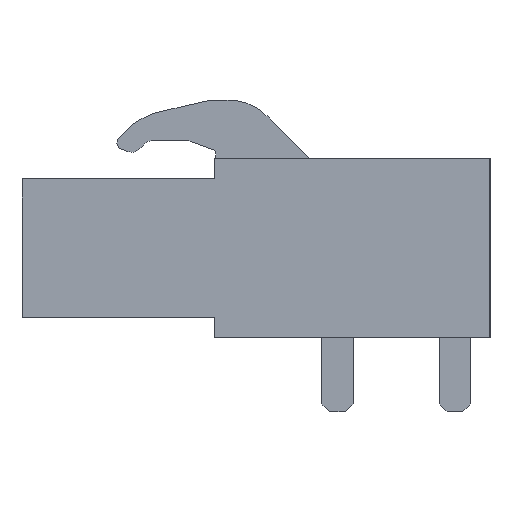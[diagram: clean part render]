
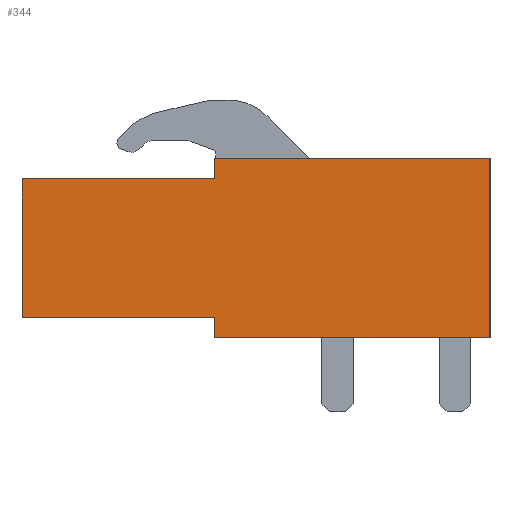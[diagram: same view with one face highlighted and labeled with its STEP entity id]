
A CAD part, left-side view. The second image highlights one B-rep face of the part: STEP entity #344.
In plain terms, the highlighted planar face has unit normal (-1, 0, 0).
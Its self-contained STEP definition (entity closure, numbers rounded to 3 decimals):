
#294=AXIS2_PLACEMENT_3D('Plane Axis2P3D',#291,#292,#293) ;
#40=CARTESIAN_POINT('Vertex',(0.,0.,3.2)) ;
#56=CARTESIAN_POINT('Vertex',(0.,0.,10.95)) ;
#59=CARTESIAN_POINT('Line Origine',(0.,0.,7.075)) ;
#89=CARTESIAN_POINT('Vertex',(0.,20.25,4.075)) ;
#92=CARTESIAN_POINT('Line Origine',(0.,20.25,7.075)) ;
#96=CARTESIAN_POINT('Vertex',(0.,20.25,10.075)) ;
#291=CARTESIAN_POINT('Axis2P3D Location',(0.,0.,3.2)) ;
#296=CARTESIAN_POINT('Line Origine',(0.,16.075,4.075)) ;
#300=CARTESIAN_POINT('Vertex',(0.,11.9,4.075)) ;
#303=CARTESIAN_POINT('Line Origine',(0.,11.9,3.638)) ;
#307=CARTESIAN_POINT('Vertex',(0.,11.9,3.2)) ;
#310=CARTESIAN_POINT('Line Origine',(0.,5.95,3.2)) ;
#315=CARTESIAN_POINT('Line Origine',(0.,5.95,10.95)) ;
#319=CARTESIAN_POINT('Vertex',(0.,11.9,10.95)) ;
#322=CARTESIAN_POINT('Line Origine',(0.,11.9,10.513)) ;
#326=CARTESIAN_POINT('Vertex',(0.,11.9,10.075)) ;
#329=CARTESIAN_POINT('Line Origine',(0.,16.075,10.075)) ;
#60=DIRECTION('Vector Direction',(0.,0.,1.)) ;
#93=DIRECTION('Vector Direction',(0.,0.,1.)) ;
#292=DIRECTION('Axis2P3D Direction',(-1.,0.,0.)) ;
#293=DIRECTION('Axis2P3D XDirection',(0.,0.,1.)) ;
#297=DIRECTION('Vector Direction',(0.,1.,0.)) ;
#304=DIRECTION('Vector Direction',(0.,0.,1.)) ;
#311=DIRECTION('Vector Direction',(0.,1.,0.)) ;
#316=DIRECTION('Vector Direction',(0.,1.,0.)) ;
#323=DIRECTION('Vector Direction',(0.,0.,-1.)) ;
#330=DIRECTION('Vector Direction',(0.,1.,0.)) ;
#61=VECTOR('Line Direction',#60,1.) ;
#94=VECTOR('Line Direction',#93,1.) ;
#298=VECTOR('Line Direction',#297,1.) ;
#305=VECTOR('Line Direction',#304,1.) ;
#312=VECTOR('Line Direction',#311,1.) ;
#317=VECTOR('Line Direction',#316,1.) ;
#324=VECTOR('Line Direction',#323,1.) ;
#331=VECTOR('Line Direction',#330,1.) ;
#335=ORIENTED_EDGE('',*,*,#302,.F.) ;
#336=ORIENTED_EDGE('',*,*,#309,.F.) ;
#337=ORIENTED_EDGE('',*,*,#314,.F.) ;
#338=ORIENTED_EDGE('',*,*,#63,.F.) ;
#339=ORIENTED_EDGE('',*,*,#321,.T.) ;
#340=ORIENTED_EDGE('',*,*,#328,.F.) ;
#341=ORIENTED_EDGE('',*,*,#333,.F.) ;
#342=ORIENTED_EDGE('',*,*,#98,.T.) ;
#344=ADVANCED_FACE('BLL 5.08/10/90 3.2 SN OR 1623020000',(#343),#295,.T.) ;
#63=EDGE_CURVE('',#57,#41,#62,.F.) ;
#98=EDGE_CURVE('',#97,#90,#95,.F.) ;
#302=EDGE_CURVE('',#301,#90,#299,.T.) ;
#309=EDGE_CURVE('',#308,#301,#306,.T.) ;
#314=EDGE_CURVE('',#41,#308,#313,.T.) ;
#321=EDGE_CURVE('',#57,#320,#318,.T.) ;
#328=EDGE_CURVE('',#327,#320,#325,.F.) ;
#333=EDGE_CURVE('',#97,#327,#332,.F.) ;
#334=EDGE_LOOP('',(#335,#336,#337,#338,#339,#340,#341,#342)) ;
#343=FACE_OUTER_BOUND('',#334,.T.) ;
#62=LINE('Line',#59,#61) ;
#95=LINE('Line',#92,#94) ;
#299=LINE('Line',#296,#298) ;
#306=LINE('Line',#303,#305) ;
#313=LINE('Line',#310,#312) ;
#318=LINE('Line',#315,#317) ;
#325=LINE('Line',#322,#324) ;
#332=LINE('Line',#329,#331) ;
#295=PLANE('',#294) ;
#41=VERTEX_POINT('',#40) ;
#57=VERTEX_POINT('',#56) ;
#90=VERTEX_POINT('',#89) ;
#97=VERTEX_POINT('',#96) ;
#301=VERTEX_POINT('',#300) ;
#308=VERTEX_POINT('',#307) ;
#320=VERTEX_POINT('',#319) ;
#327=VERTEX_POINT('',#326) ;
